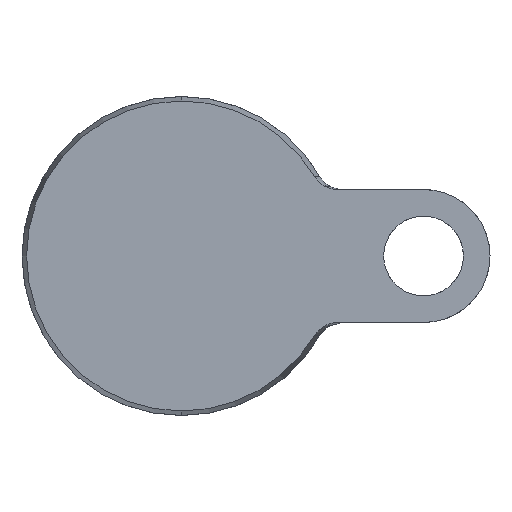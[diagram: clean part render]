
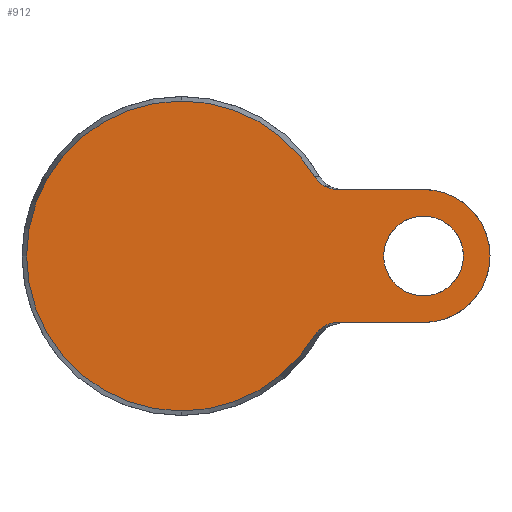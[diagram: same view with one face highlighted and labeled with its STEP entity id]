
A CAD part, front view. The second image highlights one B-rep face of the part: STEP entity #912.
In plain terms, the highlighted planar face has unit normal (0, -1, 0).
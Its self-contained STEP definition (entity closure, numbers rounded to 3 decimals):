
#1 = ORIENTED_EDGE ( 'NONE', *, *, #276, .T. ) ;
#8 = B_SPLINE_CURVE_WITH_KNOTS ( 'NONE', 3,
 ( #1199, #61, #684, #491, #362, #895, #691, #1114, #248, #1105, #1014, #801, #1219, #707 ),
 .UNSPECIFIED., .F., .F.,
 ( 4, 2, 2, 2, 2, 2, 4 ),
 ( 0., 0.001, 0.002, 0.003, 0.003, 0.004, 0.005 ),
 .UNSPECIFIED. ) ;
#33 = VERTEX_POINT ( 'NONE', #1344 ) ;
#61 = CARTESIAN_POINT ( 'NONE',  ( 28.933, 0., 12.5 ) ) ;
#82 = ORIENTED_EDGE ( 'NONE', *, *, #517, .F. ) ;
#87 = DIRECTION ( 'NONE',  ( 0., 1., 0. ) ) ;
#105 = VERTEX_POINT ( 'NONE', #1045 ) ;
#118 = DIRECTION ( 'NONE',  ( 0., 0., 1. ) ) ;
#141 = EDGE_CURVE ( 'NONE', #1233, #413, #706, .T. ) ;
#169 = CARTESIAN_POINT ( 'NONE',  ( 45.5, 0., 0. ) ) ;
#170 = ORIENTED_EDGE ( 'NONE', *, *, #837, .T. ) ;
#175 = CARTESIAN_POINT ( 'NONE',  ( 28.933, 0., -12.5 ) ) ;
#181 = CARTESIAN_POINT ( 'NONE',  ( 25.011, 0., 14.959 ) ) ;
#235 = VERTEX_POINT ( 'NONE', #1171 ) ;
#248 = CARTESIAN_POINT ( 'NONE',  ( 26.495, 0., 13.38 ) ) ;
#252 = CARTESIAN_POINT ( 'NONE',  ( 26.497, 0., -13.379 ) ) ;
#260 = CARTESIAN_POINT ( 'NONE',  ( 0., 0., 0. ) ) ;
#269 = DIRECTION ( 'NONE',  ( 0., 0., -1. ) ) ;
#270 = EDGE_CURVE ( 'NONE', #769, #235, #522, .T. ) ;
#276 = EDGE_CURVE ( 'NONE', #1021, #105, #1250, .T. ) ;
#297 = ORIENTED_EDGE ( 'NONE', *, *, #937, .T. ) ;
#298 = AXIS2_PLACEMENT_3D ( 'NONE', #559, #453, #118 ) ;
#309 = DIRECTION ( 'NONE',  ( 0., 0., -1. ) ) ;
#347 = B_SPLINE_CURVE_WITH_KNOTS ( 'NONE', 3,
 ( #711, #1239, #700, #1135, #1000, #252, #1316, #366, #798, #1214, #1128, #175, #1340 ),
 .UNSPECIFIED., .F., .F.,
 ( 4, 2, 2, 1, 2, 2, 4 ),
 ( 0., 0.001, 0.002, 0.003, 0.003, 0.004, 0.005 ),
 .UNSPECIFIED. ) ;
#360 = AXIS2_PLACEMENT_3D ( 'NONE', #1207, #902, #269 ) ;
#362 = CARTESIAN_POINT ( 'NONE',  ( 27.659, 0., 12.79 ) ) ;
#366 = CARTESIAN_POINT ( 'NONE',  ( 27.255, 0., -12.953 ) ) ;
#408 = AXIS2_PLACEMENT_3D ( 'NONE', #260, #487, #1222 ) ;
#413 = VERTEX_POINT ( 'NONE', #1023 ) ;
#434 = DIRECTION ( 'NONE',  ( 0., -1., 0. ) ) ;
#453 = DIRECTION ( 'NONE',  ( 0., 1., 0. ) ) ;
#456 = VERTEX_POINT ( 'NONE', #845 ) ;
#457 = CARTESIAN_POINT ( 'NONE',  ( 45.5, 0., -7.5 ) ) ;
#487 = DIRECTION ( 'NONE',  ( 0., -1., 0. ) ) ;
#491 = CARTESIAN_POINT ( 'NONE',  ( 27.869, 0., 12.721 ) ) ;
#495 = FACE_BOUND ( 'NONE', #1088, .T. ) ;
#517 = EDGE_CURVE ( 'NONE', #413, #33, #1158, .T. ) ;
#520 = CIRCLE ( 'NONE', #360, 29.143 ) ;
#522 = CIRCLE ( 'NONE', #896, 29.143 ) ;
#533 = CARTESIAN_POINT ( 'NONE',  ( 0., 0., 0. ) ) ;
#538 = AXIS2_PLACEMENT_3D ( 'NONE', #891, #908, #1101 ) ;
#548 = VERTEX_POINT ( 'NONE', #181 ) ;
#559 = CARTESIAN_POINT ( 'NONE',  ( 45.5, 0., 0. ) ) ;
#571 = VECTOR ( 'NONE', #1301, 1000. ) ;
#572 = CARTESIAN_POINT ( 'NONE',  ( 15., 0., 12.5 ) ) ;
#602 = DIRECTION ( 'NONE',  ( 0., 0., 1. ) ) ;
#624 = DIRECTION ( 'NONE',  ( 0., 1., 0. ) ) ;
#637 = CIRCLE ( 'NONE', #408, 29.143 ) ;
#684 = CARTESIAN_POINT ( 'NONE',  ( 28.502, 0., 12.556 ) ) ;
#691 = CARTESIAN_POINT ( 'NONE',  ( 27.057, 0., 13.048 ) ) ;
#700 = CARTESIAN_POINT ( 'NONE',  ( 25.508, 0., -14.24 ) ) ;
#706 = CIRCLE ( 'NONE', #1122, 12.5 ) ;
#707 = CARTESIAN_POINT ( 'NONE',  ( 25.011, 0., 14.959 ) ) ;
#711 = CARTESIAN_POINT ( 'NONE',  ( 25.011, 0., -14.959 ) ) ;
#714 = EDGE_CURVE ( 'NONE', #894, #1233, #904, .T. ) ;
#718 = FACE_OUTER_BOUND ( 'NONE', #1293, .T. ) ;
#731 = CARTESIAN_POINT ( 'NONE',  ( 45.5, 0., 0. ) ) ;
#744 = AXIS2_PLACEMENT_3D ( 'NONE', #169, #87, #602 ) ;
#762 = CIRCLE ( 'NONE', #744, 7.5 ) ;
#769 = VERTEX_POINT ( 'NONE', #911 ) ;
#798 = CARTESIAN_POINT ( 'NONE',  ( 27.662, 0., -12.789 ) ) ;
#801 = CARTESIAN_POINT ( 'NONE',  ( 25.507, 0., 14.24 ) ) ;
#837 = EDGE_CURVE ( 'NONE', #894, #548, #8, .T. ) ;
#845 = CARTESIAN_POINT ( 'NONE',  ( 0., 0., 29.143 ) ) ;
#855 = ORIENTED_EDGE ( 'NONE', *, *, #141, .F. ) ;
#863 = DIRECTION ( 'NONE',  ( 0., 0., -1. ) ) ;
#891 = CARTESIAN_POINT ( 'NONE',  ( -29.143, 0., 0. ) ) ;
#894 = VERTEX_POINT ( 'NONE', #901 ) ;
#895 = CARTESIAN_POINT ( 'NONE',  ( 27.253, 0., 12.954 ) ) ;
#896 = AXIS2_PLACEMENT_3D ( 'NONE', #533, #434, #863 ) ;
#901 = CARTESIAN_POINT ( 'NONE',  ( 29.374, 0., 12.5 ) ) ;
#902 = DIRECTION ( 'NONE',  ( 0., -1., 0. ) ) ;
#904 = LINE ( 'NONE', #572, #571 ) ;
#908 = DIRECTION ( 'NONE',  ( 0., 1., 0. ) ) ;
#910 = ORIENTED_EDGE ( 'NONE', *, *, #270, .T. ) ;
#911 = CARTESIAN_POINT ( 'NONE',  ( 0., 0., -29.143 ) ) ;
#912 = ADVANCED_FACE ( 'NONE', ( #718, #495 ), #1305, .F. ) ;
#924 = ORIENTED_EDGE ( 'NONE', *, *, #1257, .T. ) ;
#937 = EDGE_CURVE ( 'NONE', #235, #33, #347, .T. ) ;
#953 = EDGE_CURVE ( 'NONE', #456, #769, #637, .T. ) ;
#956 = ORIENTED_EDGE ( 'NONE', *, *, #953, .T. ) ;
#1000 = CARTESIAN_POINT ( 'NONE',  ( 26.146, 0., -13.64 ) ) ;
#1014 = CARTESIAN_POINT ( 'NONE',  ( 25.976, 0., 13.785 ) ) ;
#1021 = VERTEX_POINT ( 'NONE', #457 ) ;
#1023 = CARTESIAN_POINT ( 'NONE',  ( 45.5, 0., -12.5 ) ) ;
#1029 = ORIENTED_EDGE ( 'NONE', *, *, #714, .F. ) ;
#1045 = CARTESIAN_POINT ( 'NONE',  ( 45.5, 0., 7.5 ) ) ;
#1052 = VECTOR ( 'NONE', #1346, 1000. ) ;
#1055 = ORIENTED_EDGE ( 'NONE', *, *, #1108, .T. ) ;
#1088 = EDGE_LOOP ( 'NONE', ( #1, #924 ) ) ;
#1101 = DIRECTION ( 'NONE',  ( 0., 0., 1. ) ) ;
#1105 = CARTESIAN_POINT ( 'NONE',  ( 26.144, 0., 13.642 ) ) ;
#1108 = EDGE_CURVE ( 'NONE', #548, #456, #520, .T. ) ;
#1114 = CARTESIAN_POINT ( 'NONE',  ( 26.678, 0., 13.261 ) ) ;
#1122 = AXIS2_PLACEMENT_3D ( 'NONE', #731, #624, #309 ) ;
#1128 = CARTESIAN_POINT ( 'NONE',  ( 28.503, 0., -12.556 ) ) ;
#1129 = CARTESIAN_POINT ( 'NONE',  ( 45.5, 0., 12.5 ) ) ;
#1135 = CARTESIAN_POINT ( 'NONE',  ( 25.977, 0., -13.784 ) ) ;
#1158 = LINE ( 'NONE', #1358, #1052 ) ;
#1171 = CARTESIAN_POINT ( 'NONE',  ( 25.011, 0., -14.959 ) ) ;
#1199 = CARTESIAN_POINT ( 'NONE',  ( 29.374, 0., 12.5 ) ) ;
#1207 = CARTESIAN_POINT ( 'NONE',  ( 0., 0., 0. ) ) ;
#1214 = CARTESIAN_POINT ( 'NONE',  ( 27.871, 0., -12.72 ) ) ;
#1219 = CARTESIAN_POINT ( 'NONE',  ( 25.237, 0., 14.58 ) ) ;
#1222 = DIRECTION ( 'NONE',  ( 0., 0., -1. ) ) ;
#1233 = VERTEX_POINT ( 'NONE', #1129 ) ;
#1239 = CARTESIAN_POINT ( 'NONE',  ( 25.237, 0., -14.58 ) ) ;
#1250 = CIRCLE ( 'NONE', #298, 7.5 ) ;
#1257 = EDGE_CURVE ( 'NONE', #105, #1021, #762, .T. ) ;
#1293 = EDGE_LOOP ( 'NONE', ( #1029, #170, #1055, #956, #910, #297, #82, #855 ) ) ;
#1301 = DIRECTION ( 'NONE',  ( 1., 0., 0. ) ) ;
#1305 = PLANE ( 'NONE',  #538 ) ;
#1316 = CARTESIAN_POINT ( 'NONE',  ( 26.862, 0., -13.142 ) ) ;
#1340 = CARTESIAN_POINT ( 'NONE',  ( 29.374, 0., -12.5 ) ) ;
#1344 = CARTESIAN_POINT ( 'NONE',  ( 29.374, 0., -12.5 ) ) ;
#1346 = DIRECTION ( 'NONE',  ( -1., 0., 0. ) ) ;
#1358 = CARTESIAN_POINT ( 'NONE',  ( 15., 0., -12.5 ) ) ;
